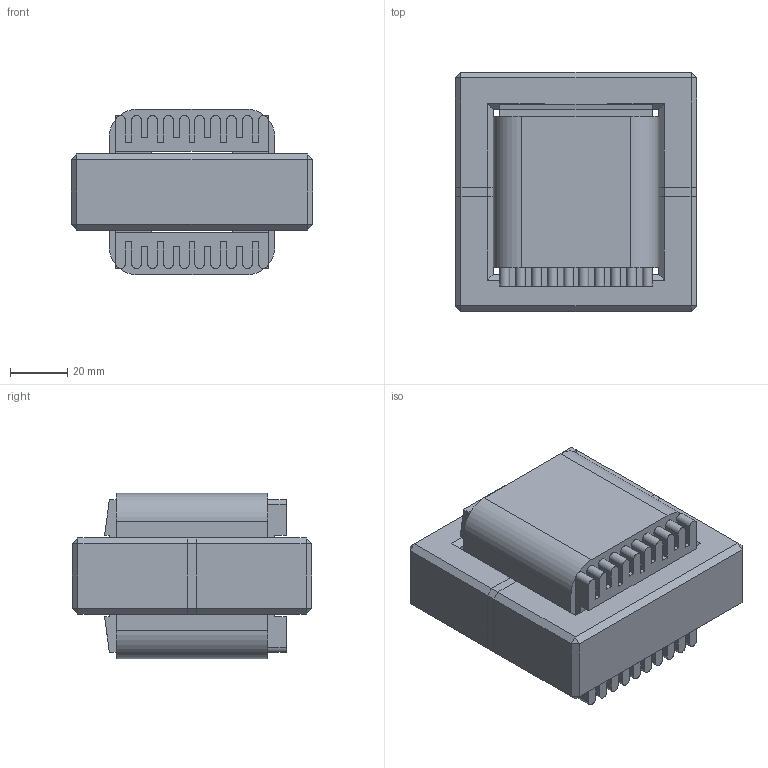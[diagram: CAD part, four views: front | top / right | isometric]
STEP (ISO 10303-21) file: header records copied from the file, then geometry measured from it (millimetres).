
FILE_DESCRIPTION (( 'STEP AP214' ), '1' );
FILE_NAME ('E85A, ñáîðêà.STEP', '2023-07-05T13:39:41', ( '' ), ( '' ), 'SwSTEP 2.0', 'SolidWorks 2021', '' );
FILE_SCHEMA (( 'AUTOMOTIVE_DESIGN' ));
Length unit declared in the file: millimetre
Products named in the file (4): 婍貙鼏 E85A ; Îáìîòêà Å85À; E85A, 鼁闉罻; E85A
Assembly tree (4 placements, depth 2):
  E85A, 鼁闉罻
    E85A
    婍貙鼏 E85A   x2
    Îáìîòêà Å85À
Bounding box: 84.5 x 83.8 x 58 mm (x, y, z)
Volume: 285472.1 mm3; surface area: 76549.5 mm2
Topology: 4 solids, 4 shells, 319 faces, 812 edges, 528 vertices
Faces by surface type: plane 220, cylinder 74, bspline 25
Entity records: 9922 total; most frequent: CARTESIAN_POINT 2929, ORIENTED_EDGE 1448, DIRECTION 1348, EDGE_CURVE 724, LINE 526, VECTOR 526, VERTEX_POINT 476, AXIS2_PLACEMENT_3D 411
